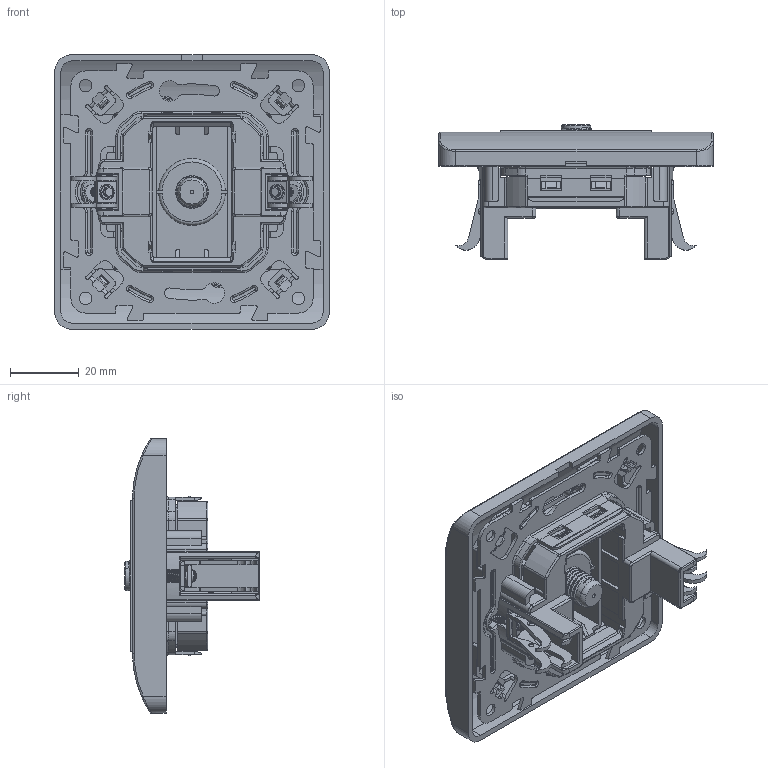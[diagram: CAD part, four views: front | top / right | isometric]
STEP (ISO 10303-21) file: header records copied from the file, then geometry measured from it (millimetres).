
FILE_DESCRIPTION((''),'2;1');
FILE_NAME('ASM0002_ASM','2023-12-28T',('wznwsJS'),(''),'PRO/ENGINEER BY PARAMETRIC TECHNOLOGY CORPORATION, 2008380','PRO/ENGINEER BY PARAMETRIC TECHNOLOGY CORPORATION, 2008380','');
FILE_SCHEMA(('CONFIG_CONTROL_DESIGN'));
Length unit declared in the file: millimetre
Products named in the file (17): U_DZ_ELETRIC_12; U_T_ZJ_12; KZ_U_2; AZLD_3; GNJ_U_ELECTRIC_ASM_4_ASM_ASM_ASM; PRT0069; MB_U_12_1; ASM0030_ASM; ASM0005_ASM; ASM0004_ASM; ASM0003_ASM; MANIFOLD_SOLID_BREP_252_1; MANIFOLD_SOLID_BREP_254_1; ADMI9EA31TND_ASM_1_ASM; 23-TV_SAT_ASM_1_ASM; TV_ASM; ASM0002_ASM
Assembly tree (20 placements, depth 7):
  ASM0002_ASM
    ASM0003_ASM
      ASM0004_ASM
        ASM0005_ASM
          ASM0030_ASM
            GNJ_U_ELECTRIC_ASM_4_ASM_ASM_ASM
              U_DZ_ELETRIC_12
              U_T_ZJ_12
              KZ_U_2  x4
              AZLD_3  x2
            PRT0069
            MB_U_12_1
    TV_ASM
      23-TV_SAT_ASM_1_ASM
        ADMI9EA31TND_ASM_1_ASM
          MANIFOLD_SOLID_BREP_252_1
          MANIFOLD_SOLID_BREP_254_1
Bounding box: 80 x 39.3 x 80 mm (x, y, z)
Volume: 35843.8 mm3; surface area: 48816.5 mm2
Topology: 12 solids, 12 shells, 2187 faces, 6176 edges, 4048 vertices
Faces by surface type: plane 1098, cylinder 729, torus 188, bspline 108, cone 44, sphere 16, extrusion 4
Entity records: 77062 total; most frequent: CARTESIAN_POINT 26260, ORIENTED_EDGE 10936, DIRECTION 10407, EDGE_CURVE 5468, AXIS2_PLACEMENT_3D 3655, VERTEX_POINT 3588, VECTOR 3097, LINE 3093
